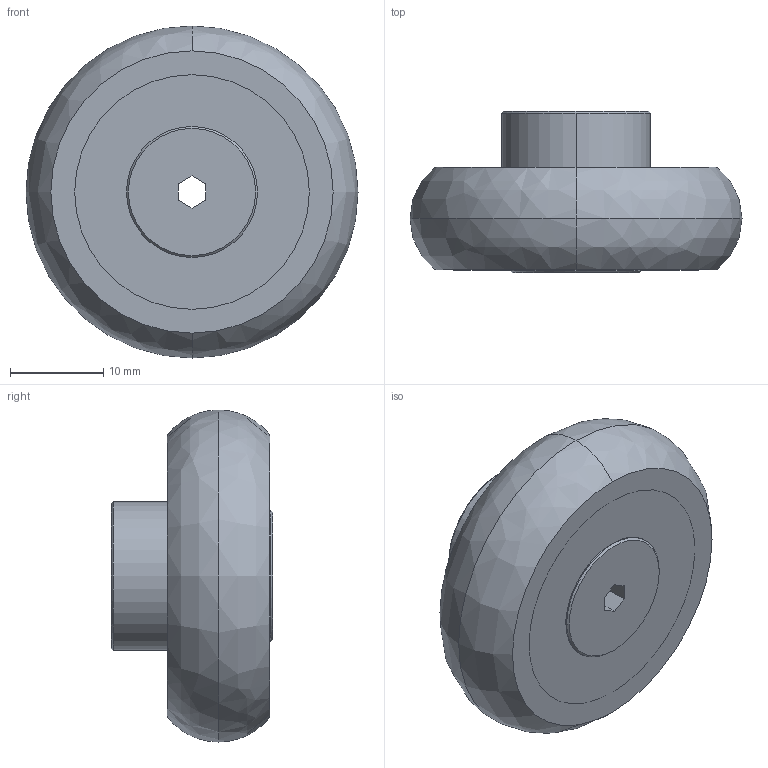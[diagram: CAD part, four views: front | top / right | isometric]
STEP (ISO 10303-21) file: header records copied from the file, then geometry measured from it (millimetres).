
FILE_DESCRIPTION (( 'STEP AP214' ), '1' );
FILE_NAME ('RSBLN45-2Z-Rollco.step', '2022-01-21T07:11:49', ( '' ), ( '' ), 'SwSTEP 2.0', 'SolidWorks 2010', '' );
FILE_SCHEMA (( 'AUTOMOTIVE_DESIGN' ));
Length unit declared in the file: millimetre
Products named in the file (1): RSBLN45-2Z-Rollco
Bounding box: 35.6 x 17.3 x 35.6 mm (x, y, z)
Volume: 7985.3 mm3; surface area: 7333.6 mm2
Topology: 8 solids, 11 shells, 62 faces, 146 edges, 82 vertices
Faces by surface type: cylinder 20, bspline 18, plane 18, cone 6
Entity records: 1921 total; most frequent: CARTESIAN_POINT 533, DIRECTION 282, ORIENTED_EDGE 236, AXIS2_PLACEMENT_3D 119, EDGE_CURVE 118, VERTEX_POINT 82, CIRCLE 74, EDGE_LOOP 74
